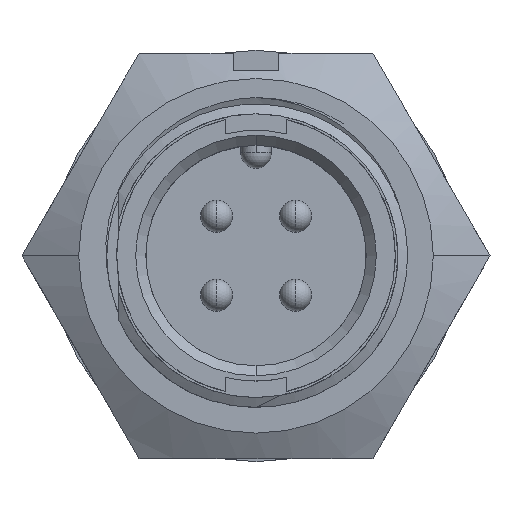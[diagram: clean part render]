
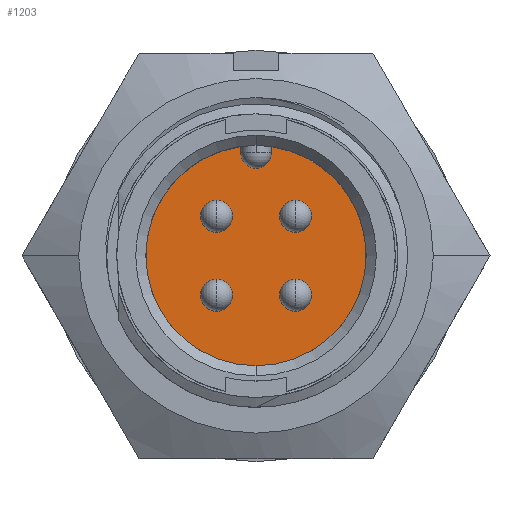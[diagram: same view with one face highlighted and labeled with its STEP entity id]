
A CAD part, top view. The second image highlights one B-rep face of the part: STEP entity #1203.
In plain terms, the highlighted planar face has unit normal (0, 0, 1).
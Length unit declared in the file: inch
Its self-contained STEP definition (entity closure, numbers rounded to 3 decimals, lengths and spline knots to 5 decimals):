
#391 = DIRECTION ( 'NONE',  ( 0., 1., 0. ) ) ;
#397 = CARTESIAN_POINT ( 'NONE',  ( 0., -0.2175, -0.318 ) ) ;
#469 = FACE_BOUND ( 'NONE', #2810, .T. ) ;
#653 = CARTESIAN_POINT ( 'NONE',  ( -0.0465, 0.078, -0.318 ) ) ;
#768 = ORIENTED_EDGE ( 'NONE', *, *, #11151, .T. ) ;
#1093 = CARTESIAN_POINT ( 'NONE',  ( -0.078, 0.078, -0.318 ) ) ;
#1131 = DIRECTION ( 'NONE',  ( 0., 1., 0. ) ) ;
#1145 = DIRECTION ( 'NONE',  ( 0., 0., -1. ) ) ;
#1161 = CARTESIAN_POINT ( 'NONE',  ( 0., 0., -0.318 ) ) ;
#1203 = ADVANCED_FACE ( 'NONE', ( #8357, #469, #10242, #10521, #11948 ), #1259, .F. ) ;
#1259 = PLANE ( 'NONE',  #8265 ) ;
#1596 = DIRECTION ( 'NONE',  ( 0., 0., 1. ) ) ;
#1650 = VERTEX_POINT ( 'NONE', #5023 ) ;
#1703 = EDGE_CURVE ( 'NONE', #8870, #1650, #6894, .T. ) ;
#1866 = CIRCLE ( 'NONE', #4804, 0.0315 ) ;
#1933 = VERTEX_POINT ( 'NONE', #397 ) ;
#1956 = CARTESIAN_POINT ( 'NONE',  ( -0.078, -0.078, -0.318 ) ) ;
#2010 = DIRECTION ( 'NONE',  ( 0., 1., 0. ) ) ;
#2205 = VECTOR ( 'NONE', #7212, 39.37008 ) ;
#2249 = EDGE_CURVE ( 'NONE', #9380, #3159, #6158, .T. ) ;
#2277 = VERTEX_POINT ( 'NONE', #7623 ) ;
#2374 = ORIENTED_EDGE ( 'NONE', *, *, #1703, .T. ) ;
#2518 = EDGE_CURVE ( 'NONE', #1650, #11173, #2850, .T. ) ;
#2634 = CIRCLE ( 'NONE', #10250, 0.0315 ) ;
#2653 = ORIENTED_EDGE ( 'NONE', *, *, #2249, .T. ) ;
#2703 = EDGE_LOOP ( 'NONE', ( #3118, #8533 ) ) ;
#2792 = EDGE_LOOP ( 'NONE', ( #7173, #8355, #9164, #10671, #2374 ) ) ;
#2806 = AXIS2_PLACEMENT_3D ( 'NONE', #10441, #10421, #10402 ) ;
#2810 = EDGE_LOOP ( 'NONE', ( #6012, #5592 ) ) ;
#2850 = CIRCLE ( 'NONE', #11670, 0.03 ) ;
#2868 = DIRECTION ( 'NONE',  ( 0., 1., 0. ) ) ;
#2899 = DIRECTION ( 'NONE',  ( 0., 1., 0. ) ) ;
#2945 = DIRECTION ( 'NONE',  ( 0., 0., -1. ) ) ;
#2969 = EDGE_LOOP ( 'NONE', ( #768, #9750 ) ) ;
#3011 = CARTESIAN_POINT ( 'NONE',  ( -0.1095, 0.078, -0.318 ) ) ;
#3021 = DIRECTION ( 'NONE',  ( 0., 1., 0. ) ) ;
#3034 = CARTESIAN_POINT ( 'NONE',  ( 0., 0.2025, -0.318 ) ) ;
#3041 = DIRECTION ( 'NONE',  ( 0., 0., -1. ) ) ;
#3050 = CARTESIAN_POINT ( 'NONE',  ( -0.0465, -0.078, -0.318 ) ) ;
#3054 = CARTESIAN_POINT ( 'NONE',  ( -0.078, -0.078, -0.318 ) ) ;
#3118 = ORIENTED_EDGE ( 'NONE', *, *, #11447, .T. ) ;
#3159 = VERTEX_POINT ( 'NONE', #4022 ) ;
#3192 = CARTESIAN_POINT ( 'NONE',  ( 0.078, 0.078, -0.318 ) ) ;
#3194 = DIRECTION ( 'NONE',  ( 0., 0., -1. ) ) ;
#3269 = VERTEX_POINT ( 'NONE', #653 ) ;
#3425 = AXIS2_PLACEMENT_3D ( 'NONE', #3192, #9727, #4156 ) ;
#3593 = CARTESIAN_POINT ( 'NONE',  ( 0.0465, 0.078, -0.318 ) ) ;
#3908 = CARTESIAN_POINT ( 'NONE',  ( -0.03, 0.21542, -0.318 ) ) ;
#4022 = CARTESIAN_POINT ( 'NONE',  ( 0.0465, -0.078, -0.318 ) ) ;
#4122 = VERTEX_POINT ( 'NONE', #5941 ) ;
#4156 = DIRECTION ( 'NONE',  ( 0., 1., 0. ) ) ;
#4438 = CIRCLE ( 'NONE', #2806, 0.0315 ) ;
#4519 = DIRECTION ( 'NONE',  ( 0., -1., 0. ) ) ;
#4557 = CARTESIAN_POINT ( 'NONE',  ( 0.03, 0.2025, -0.318 ) ) ;
#4726 = LINE ( 'NONE', #7053, #2205 ) ;
#4755 = DIRECTION ( 'NONE',  ( 0., 0., -1. ) ) ;
#4760 = ORIENTED_EDGE ( 'NONE', *, *, #8709, .T. ) ;
#4804 = AXIS2_PLACEMENT_3D ( 'NONE', #1093, #7634, #2010 ) ;
#5023 = CARTESIAN_POINT ( 'NONE',  ( 0.03, 0.2025, -0.318 ) ) ;
#5165 = EDGE_LOOP ( 'NONE', ( #2653, #4760 ) ) ;
#5447 = VECTOR ( 'NONE', #4519, 39.37008 ) ;
#5592 = ORIENTED_EDGE ( 'NONE', *, *, #6512, .T. ) ;
#5772 = EDGE_CURVE ( 'NONE', #11173, #9693, #4726, .T. ) ;
#5941 = CARTESIAN_POINT ( 'NONE',  ( -0.1095, -0.078, -0.318 ) ) ;
#5969 = VERTEX_POINT ( 'NONE', #3593 ) ;
#6012 = ORIENTED_EDGE ( 'NONE', *, *, #8808, .T. ) ;
#6054 = DIRECTION ( 'NONE',  ( 0., 0., 1. ) ) ;
#6087 = VERTEX_POINT ( 'NONE', #3011 ) ;
#6158 = CIRCLE ( 'NONE', #6983, 0.0315 ) ;
#6512 = EDGE_CURVE ( 'NONE', #6087, #3269, #4438, .T. ) ;
#6713 = AXIS2_PLACEMENT_3D ( 'NONE', #11544, #6054, #391 ) ;
#6739 = CIRCLE ( 'NONE', #3425, 0.0315 ) ;
#6793 = EDGE_CURVE ( 'NONE', #4122, #8998, #10361, .T. ) ;
#6894 = LINE ( 'NONE', #4557, #5447 ) ;
#6935 = AXIS2_PLACEMENT_3D ( 'NONE', #7241, #1596, #8143 ) ;
#6983 = AXIS2_PLACEMENT_3D ( 'NONE', #7736, #7697, #7659 ) ;
#7053 = CARTESIAN_POINT ( 'NONE',  ( -0.03, 0.21542, -0.318 ) ) ;
#7173 = ORIENTED_EDGE ( 'NONE', *, *, #2518, .T. ) ;
#7212 = DIRECTION ( 'NONE',  ( 0., 1., 0. ) ) ;
#7241 = CARTESIAN_POINT ( 'NONE',  ( 0., 0., -0.318 ) ) ;
#7623 = CARTESIAN_POINT ( 'NONE',  ( 0.1095, 0.078, -0.318 ) ) ;
#7634 = DIRECTION ( 'NONE',  ( 0., 0., -1. ) ) ;
#7659 = DIRECTION ( 'NONE',  ( 0., 1., 0. ) ) ;
#7697 = DIRECTION ( 'NONE',  ( 0., 0., -1. ) ) ;
#7736 = CARTESIAN_POINT ( 'NONE',  ( 0.078, -0.078, -0.318 ) ) ;
#7772 = AXIS2_PLACEMENT_3D ( 'NONE', #1956, #8512, #2899 ) ;
#7913 = EDGE_CURVE ( 'NONE', #5969, #2277, #2634, .T. ) ;
#8143 = DIRECTION ( 'NONE',  ( 0., 1., 0. ) ) ;
#8187 = CIRCLE ( 'NONE', #6713, 0.2175 ) ;
#8216 = EDGE_CURVE ( 'NONE', #9693, #1933, #11643, .T. ) ;
#8265 = AXIS2_PLACEMENT_3D ( 'NONE', #1161, #1145, #1131 ) ;
#8299 = CIRCLE ( 'NONE', #7772, 0.0315 ) ;
#8355 = ORIENTED_EDGE ( 'NONE', *, *, #5772, .T. ) ;
#8357 = FACE_BOUND ( 'NONE', #2969, .T. ) ;
#8512 = DIRECTION ( 'NONE',  ( 0., 0., -1. ) ) ;
#8533 = ORIENTED_EDGE ( 'NONE', *, *, #6793, .T. ) ;
#8709 = EDGE_CURVE ( 'NONE', #3159, #9380, #9334, .T. ) ;
#8795 = CARTESIAN_POINT ( 'NONE',  ( -0.03, 0.2025, -0.318 ) ) ;
#8797 = CARTESIAN_POINT ( 'NONE',  ( 0.078, 0.078, -0.318 ) ) ;
#8808 = EDGE_CURVE ( 'NONE', #3269, #6087, #1866, .T. ) ;
#8870 = VERTEX_POINT ( 'NONE', #10431 ) ;
#8998 = VERTEX_POINT ( 'NONE', #3050 ) ;
#9077 = EDGE_CURVE ( 'NONE', #1933, #8870, #8187, .T. ) ;
#9164 = ORIENTED_EDGE ( 'NONE', *, *, #8216, .T. ) ;
#9334 = CIRCLE ( 'NONE', #11851, 0.0315 ) ;
#9380 = VERTEX_POINT ( 'NONE', #11782 ) ;
#9693 = VERTEX_POINT ( 'NONE', #3908 ) ;
#9711 = AXIS2_PLACEMENT_3D ( 'NONE', #3054, #3041, #3021 ) ;
#9727 = DIRECTION ( 'NONE',  ( 0., 0., -1. ) ) ;
#9729 = DIRECTION ( 'NONE',  ( 0., 1., 0. ) ) ;
#9750 = ORIENTED_EDGE ( 'NONE', *, *, #7913, .T. ) ;
#10242 = FACE_BOUND ( 'NONE', #5165, .T. ) ;
#10250 = AXIS2_PLACEMENT_3D ( 'NONE', #8797, #3194, #9729 ) ;
#10318 = CARTESIAN_POINT ( 'NONE',  ( 0.078, -0.078, -0.318 ) ) ;
#10361 = CIRCLE ( 'NONE', #9711, 0.0315 ) ;
#10402 = DIRECTION ( 'NONE',  ( 0., 1., 0. ) ) ;
#10421 = DIRECTION ( 'NONE',  ( 0., 0., -1. ) ) ;
#10431 = CARTESIAN_POINT ( 'NONE',  ( 0.03, 0.21542, -0.318 ) ) ;
#10441 = CARTESIAN_POINT ( 'NONE',  ( -0.078, 0.078, -0.318 ) ) ;
#10521 = FACE_BOUND ( 'NONE', #2703, .T. ) ;
#10671 = ORIENTED_EDGE ( 'NONE', *, *, #9077, .T. ) ;
#11151 = EDGE_CURVE ( 'NONE', #2277, #5969, #6739, .T. ) ;
#11173 = VERTEX_POINT ( 'NONE', #8795 ) ;
#11203 = DIRECTION ( 'NONE',  ( 0., 1., 0. ) ) ;
#11447 = EDGE_CURVE ( 'NONE', #8998, #4122, #8299, .T. ) ;
#11544 = CARTESIAN_POINT ( 'NONE',  ( 0., 0., -0.318 ) ) ;
#11643 = CIRCLE ( 'NONE', #6935, 0.2175 ) ;
#11670 = AXIS2_PLACEMENT_3D ( 'NONE', #3034, #2945, #2868 ) ;
#11782 = CARTESIAN_POINT ( 'NONE',  ( 0.1095, -0.078, -0.318 ) ) ;
#11851 = AXIS2_PLACEMENT_3D ( 'NONE', #10318, #4755, #11203 ) ;
#11948 = FACE_OUTER_BOUND ( 'NONE', #2792, .T. ) ;
